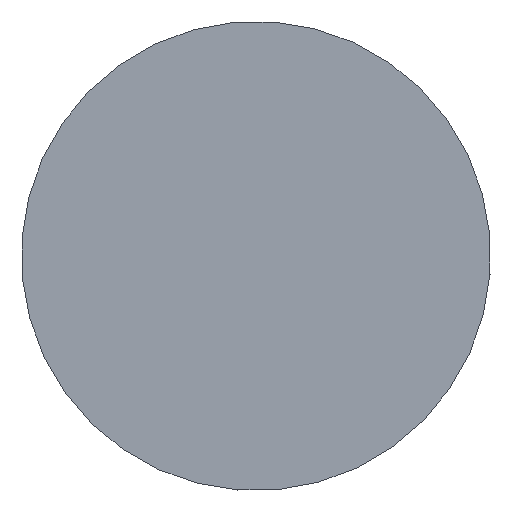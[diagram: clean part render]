
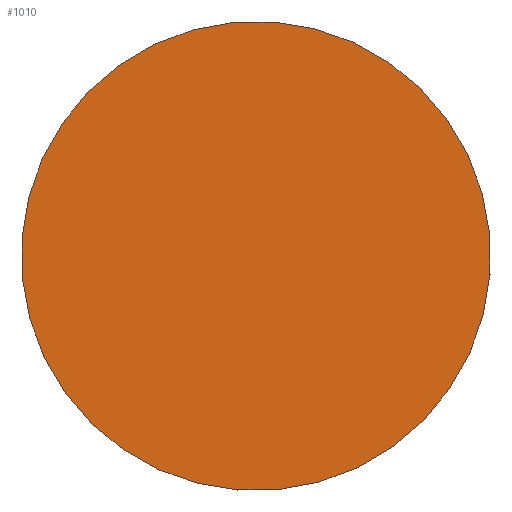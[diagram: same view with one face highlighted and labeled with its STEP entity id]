
A CAD part, left-side view. The second image highlights one B-rep face of the part: STEP entity #1010.
In plain terms, the highlighted planar face has unit normal (-1, 0, 0).
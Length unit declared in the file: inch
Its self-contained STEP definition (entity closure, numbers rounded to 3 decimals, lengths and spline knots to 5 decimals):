
#38 = EDGE_CURVE ( 'NONE', #1090, #1299, #717, .T. ) ;
#123 = CARTESIAN_POINT ( 'NONE',  ( -0.46, 0., 0. ) ) ;
#209 = CIRCLE ( 'NONE', #1330, 0.03085 ) ;
#339 = CARTESIAN_POINT ( 'NONE',  ( -0.46, 0.0024, -0.03076 ) ) ;
#439 = DIRECTION ( 'NONE',  ( 0., -0.078, 0.997 ) ) ;
#517 = CARTESIAN_POINT ( 'NONE',  ( -0.46, 0., 0. ) ) ;
#520 = DIRECTION ( 'NONE',  ( 1., 0., 0. ) ) ;
#526 = DIRECTION ( 'NONE',  ( 0., -0.078, 0.997 ) ) ;
#717 = CIRCLE ( 'NONE', #972, 0.03085 ) ;
#721 = CARTESIAN_POINT ( 'NONE',  ( -0.46, 0., 0. ) ) ;
#722 = DIRECTION ( 'NONE',  ( 1., 0., 0. ) ) ;
#765 = ORIENTED_EDGE ( 'NONE', *, *, #38, .F. ) ;
#766 = ORIENTED_EDGE ( 'NONE', *, *, #1213, .F. ) ;
#838 = CARTESIAN_POINT ( 'NONE',  ( -0.46, -0.0024, 0.03076 ) ) ;
#972 = AXIS2_PLACEMENT_3D ( 'NONE', #721, #722, #439 ) ;
#1010 = ADVANCED_FACE ( 'NONE', ( #1318 ), #1295, .T. ) ;
#1046 = EDGE_LOOP ( 'NONE', ( #766, #765 ) ) ;
#1090 = VERTEX_POINT ( 'NONE', #339 ) ;
#1093 = AXIS2_PLACEMENT_3D ( 'NONE', #123, #1161, #1149 ) ;
#1149 = DIRECTION ( 'NONE',  ( 0., 0.078, -0.997 ) ) ;
#1161 = DIRECTION ( 'NONE',  ( -1., 0., 0. ) ) ;
#1213 = EDGE_CURVE ( 'NONE', #1299, #1090, #209, .T. ) ;
#1295 = PLANE ( 'NONE',  #1093 ) ;
#1299 = VERTEX_POINT ( 'NONE', #838 ) ;
#1318 = FACE_OUTER_BOUND ( 'NONE', #1046, .T. ) ;
#1330 = AXIS2_PLACEMENT_3D ( 'NONE', #517, #520, #526 ) ;
